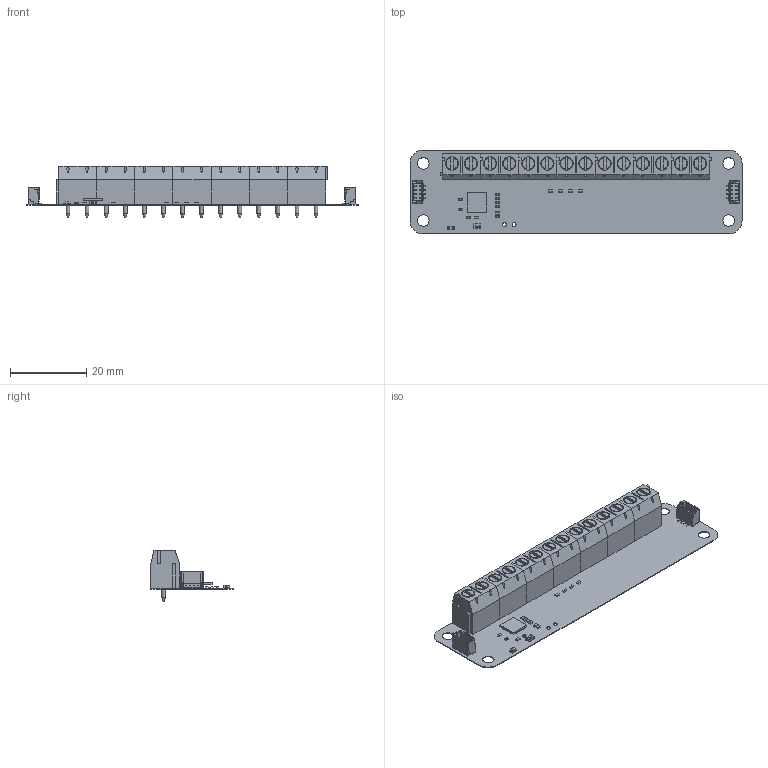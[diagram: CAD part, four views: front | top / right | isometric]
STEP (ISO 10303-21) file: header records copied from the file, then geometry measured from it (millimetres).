
FILE_DESCRIPTION(('Open CASCADE Model'),'2;1');
FILE_NAME('Open CASCADE Shape Model','2025-04-22T13:09:15',('Author'),( 'Open CASCADE'),'Open CASCADE STEP processor 7.5','Open CASCADE 7.5' ,'Unknown');
FILE_SCHEMA(('AUTOMOTIVE_DESIGN { 1 0 10303 214 1 1 1 1 }'));
Length unit declared in the file: millimetre
Products named in the file (56): PCB; Board; Open CASCADE STEP translator 7.5 1.1.1; R13; 5251392352; Extruded; 5251392192; R12; R11; R10; R9; R8; R7; R6; R5; R3; R2; R1; J10; 691102710002; 691502710002; 6911027100xx_CAGE; 6911027100xx_PIN; 6911027100xx_VIS; J15; J16; R4; User Library-R SMD 0402; User Library-R SMD 0402_0402 BODY; User Library-R SMD 0402_0402 PAD; User Library-R SMD 0402_0402 OPIS; J14; J13; J12; J11; U; DUELink-U-Connector-BM04B-SRSS-TB; D; DUELink-Connector-BM04B-SRSS-TB; STAT ...
Assembly tree (99 placements, depth 4):
  PCB
    Board
      Open CASCADE STEP translator 7.5 1.1.1
    R13
      5251392352
        Extruded
      5251392192  x2
        Extruded
    R12
      5251392352
        Extruded
      5251392192  x2
        Extruded
    R11
      5251392352
        Extruded
      5251392192  x2
        Extruded
    R10
      5251392352
        Extruded
      5251392192  x2
        Extruded
    R9
      5251392352
        Extruded
      5251392192  x2
        Extruded
    R8
      5251392352
        Extruded
      5251392192  x2
        Extruded
    R7
      5251392352
        Extruded
      5251392192  x2
        Extruded
    R6
      5251392352
        Extruded
      5251392192  x2
        Extruded
    R5
      5251392352
        Extruded
      5251392192  x2
        Extruded
    R3
      5251392352
        Extruded
      5251392192  x2
        Extruded
    R2
      5251392352
        Extruded
      5251392192  x2
        Extruded
    R1
      5251392352
Bounding box: 87 x 22 x 13.4 mm (x, y, z)
Volume: 4186.1 mm3; surface area: 13892.9 mm2
Topology: 164 solids, 164 shells, 2900 faces, 8673 edges, 7566 vertices
Faces by surface type: plane 2162, cylinder 540, bspline 84, cone 56, torus 42, sphere 8, revolution 8
Full cylindrical faces by diameter (mm): 0.6 x14, 1 x14, 1.016 x2, 1.3 x14, 2 x14, 2.5 x14, 2.75 x14, 3 x18, 3.5 x28
Entity records: 63500 total; most frequent: CARTESIAN_POINT 16019, DIRECTION 8177, ORIENTED_EDGE 6962, LINE 4143, VECTOR 4143, EDGE_CURVE 3481, VERTEX_POINT 2266, AXIS2_PLACEMENT_3D 2013
